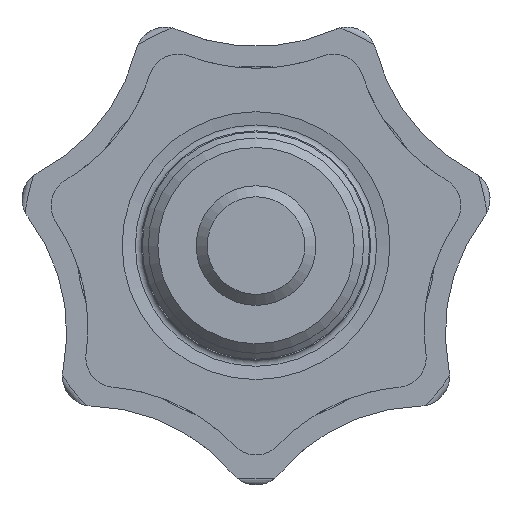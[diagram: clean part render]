
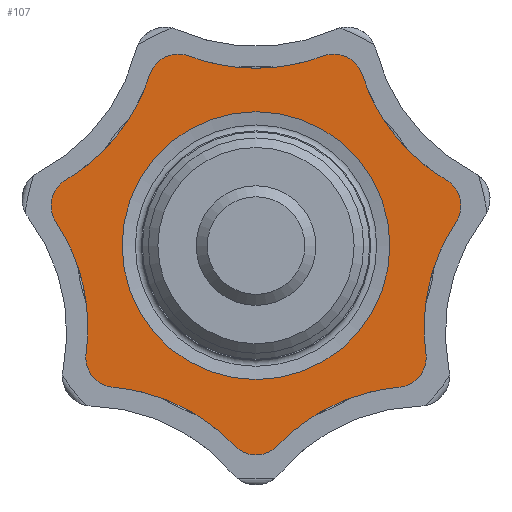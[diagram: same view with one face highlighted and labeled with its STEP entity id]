
A CAD part, front view. The second image highlights one B-rep face of the part: STEP entity #107.
In plain terms, the highlighted planar face has unit normal (0, -1, 0).
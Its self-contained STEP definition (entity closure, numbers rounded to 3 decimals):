
#107 = ADVANCED_FACE( '', ( #253, #254 ), #255, .F. );
#253 = FACE_OUTER_BOUND( '', #445, .T. );
#254 = FACE_BOUND( '', #446, .T. );
#255 = PLANE( '', #447 );
#445 = EDGE_LOOP( '', ( #741, #742, #743, #744, #745, #746, #747, #748, #749, #750, #751, #752, #753, #754 ) );
#446 = EDGE_LOOP( '', ( #755 ) );
#447 = AXIS2_PLACEMENT_3D( '', #756, #757, #758 );
#741 = ORIENTED_EDGE( '', *, *, #1222, .T. );
#742 = ORIENTED_EDGE( '', *, *, #1223, .F. );
#743 = ORIENTED_EDGE( '', *, *, #1224, .T. );
#744 = ORIENTED_EDGE( '', *, *, #1225, .F. );
#745 = ORIENTED_EDGE( '', *, *, #1129, .T. );
#746 = ORIENTED_EDGE( '', *, *, #1215, .F. );
#747 = ORIENTED_EDGE( '', *, *, #1226, .T. );
#748 = ORIENTED_EDGE( '', *, *, #1227, .F. );
#749 = ORIENTED_EDGE( '', *, *, #1161, .T. );
#750 = ORIENTED_EDGE( '', *, *, #1228, .F. );
#751 = ORIENTED_EDGE( '', *, *, #1229, .T. );
#752 = ORIENTED_EDGE( '', *, *, #1143, .F. );
#753 = ORIENTED_EDGE( '', *, *, #1230, .T. );
#754 = ORIENTED_EDGE( '', *, *, #1148, .F. );
#755 = ORIENTED_EDGE( '', *, *, #1231, .F. );
#756 = CARTESIAN_POINT( '', ( -20.893, 21.4, -8.107 ) );
#757 = DIRECTION( '', ( 0., 1., 0. ) );
#758 = DIRECTION( '', ( 0., 0., 1. ) );
#1129 = EDGE_CURVE( '', #1345, #1343, #1346, .T. );
#1143 = EDGE_CURVE( '', #1368, #1363, #1370, .T. );
#1148 = EDGE_CURVE( '', #1377, #1372, #1379, .T. );
#1161 = EDGE_CURVE( '', #1402, #1399, #1403, .T. );
#1215 = EDGE_CURVE( '', #1495, #1343, #1497, .T. );
#1222 = EDGE_CURVE( '', #1377, #1506, #1507, .T. );
#1223 = EDGE_CURVE( '', #1508, #1506, #1509, .T. );
#1224 = EDGE_CURVE( '', #1508, #1510, #1511, .T. );
#1225 = EDGE_CURVE( '', #1345, #1510, #1512, .T. );
#1226 = EDGE_CURVE( '', #1495, #1513, #1514, .T. );
#1227 = EDGE_CURVE( '', #1402, #1513, #1515, .T. );
#1228 = EDGE_CURVE( '', #1516, #1399, #1517, .T. );
#1229 = EDGE_CURVE( '', #1516, #1363, #1518, .T. );
#1230 = EDGE_CURVE( '', #1368, #1372, #1519, .T. );
#1231 = EDGE_CURVE( '', #1520, #1520, #1521, .F. );
#1343 = VERTEX_POINT( '', #1671 );
#1345 = VERTEX_POINT( '', #1674 );
#1346 = CIRCLE( '', #1675, 16. );
#1363 = VERTEX_POINT( '', #1718 );
#1368 = VERTEX_POINT( '', #1724 );
#1370 = CIRCLE( '', #1727, 2.5 );
#1372 = VERTEX_POINT( '', #1729 );
#1377 = VERTEX_POINT( '', #1735 );
#1379 = CIRCLE( '', #1738, 2.5 );
#1399 = VERTEX_POINT( '', #1816 );
#1402 = VERTEX_POINT( '', #1820 );
#1403 = CIRCLE( '', #1821, 16. );
#1495 = VERTEX_POINT( '', #1923 );
#1497 = CIRCLE( '', #1926, 2.5 );
#1506 = VERTEX_POINT( '', #1951 );
#1507 = CIRCLE( '', #1952, 16. );
#1508 = VERTEX_POINT( '', #1953 );
#1509 = CIRCLE( '', #1954, 2.5 );
#1510 = VERTEX_POINT( '', #1955 );
#1511 = CIRCLE( '', #1956, 16. );
#1512 = CIRCLE( '', #1957, 2.5 );
#1513 = VERTEX_POINT( '', #1958 );
#1514 = CIRCLE( '', #1959, 16. );
#1515 = CIRCLE( '', #1960, 2.5 );
#1516 = VERTEX_POINT( '', #1961 );
#1517 = CIRCLE( '', #1962, 2.5 );
#1518 = CIRCLE( '', #1963, 16. );
#1519 = CIRCLE( '', #1964, 16. );
#1520 = VERTEX_POINT( '', #1965 );
#1521 = CIRCLE( '', #1966, 11.193 );
#1671 = CARTESIAN_POINT( '', ( 11.95, 21.4, -11.842 ) );
#1674 = CARTESIAN_POINT( '', ( 1.808, 21.4, -16.727 ) );
#1675 = AXIS2_PLACEMENT_3D( '', #2510, #2511, #2512 );
#1718 = CARTESIAN_POINT( '', ( -5.629, 21.4, 15.855 ) );
#1724 = CARTESIAN_POINT( '', ( -8.886, 21.4, 14.286 ) );
#1727 = AXIS2_PLACEMENT_3D( '', #2528, #2529, #2530 );
#1729 = CARTESIAN_POINT( '', ( -15.905, 21.4, 5.485 ) );
#1735 = CARTESIAN_POINT( '', ( -16.71, 21.4, 1.96 ) );
#1738 = AXIS2_PLACEMENT_3D( '', #2536, #2537, #2538 );
#1816 = CARTESIAN_POINT( '', ( 8.886, 21.4, 14.286 ) );
#1820 = CARTESIAN_POINT( '', ( 15.905, 21.4, 5.485 ) );
#1821 = AXIS2_PLACEMENT_3D( '', #2550, #2551, #2552 );
#1923 = CARTESIAN_POINT( '', ( 14.205, 21.4, -9.016 ) );
#1926 = AXIS2_PLACEMENT_3D( '', #2699, #2700, #2701 );
#1951 = CARTESIAN_POINT( '', ( -14.205, 21.4, -9.016 ) );
#1952 = AXIS2_PLACEMENT_3D( '', #2705, #2706, #2707 );
#1953 = CARTESIAN_POINT( '', ( -11.95, 21.4, -11.842 ) );
#1954 = AXIS2_PLACEMENT_3D( '', #2708, #2709, #2710 );
#1955 = CARTESIAN_POINT( '', ( -1.808, 21.4, -16.727 ) );
#1956 = AXIS2_PLACEMENT_3D( '', #2711, #2712, #2713 );
#1957 = AXIS2_PLACEMENT_3D( '', #2714, #2715, #2716 );
#1958 = CARTESIAN_POINT( '', ( 16.71, 21.4, 1.96 ) );
#1959 = AXIS2_PLACEMENT_3D( '', #2717, #2718, #2719 );
#1960 = AXIS2_PLACEMENT_3D( '', #2720, #2721, #2722 );
#1961 = CARTESIAN_POINT( '', ( 5.629, 21.4, 15.855 ) );
#1962 = AXIS2_PLACEMENT_3D( '', #2723, #2724, #2725 );
#1963 = AXIS2_PLACEMENT_3D( '', #2726, #2727, #2728 );
#1964 = AXIS2_PLACEMENT_3D( '', #2729, #2730, #2731 );
#1965 = CARTESIAN_POINT( '', ( 0., 21.4, 11.193 ) );
#1966 = AXIS2_PLACEMENT_3D( '', #2732, #2733, #2734 );
#2510 = CARTESIAN_POINT( '', ( 13.377, 21.4, -27.779 ) );
#2511 = DIRECTION( '', ( 0., 1., 0. ) );
#2512 = DIRECTION( '', ( 1., 0., 0. ) );
#2528 = CARTESIAN_POINT( '', ( -6.508, 21.4, 13.515 ) );
#2529 = DIRECTION( '', ( 0., 1., 0. ) );
#2530 = DIRECTION( '', ( 1., 0., 0. ) );
#2536 = CARTESIAN_POINT( '', ( -14.624, 21.4, 3.338 ) );
#2537 = DIRECTION( '', ( 0., 1., 0. ) );
#2538 = DIRECTION( '', ( 1., 0., 0. ) );
#2550 = CARTESIAN_POINT( '', ( 24.105, 21.4, 19.223 ) );
#2551 = DIRECTION( '', ( 0., 1., 0. ) );
#2552 = DIRECTION( '', ( 1., 0., 0. ) );
#2699 = CARTESIAN_POINT( '', ( 11.727, 21.4, -9.352 ) );
#2700 = DIRECTION( '', ( 0., 1., 0. ) );
#2701 = DIRECTION( '', ( 1., 0., 0. ) );
#2705 = CARTESIAN_POINT( '', ( -30.059, 21.4, -6.861 ) );
#2706 = DIRECTION( '', ( 0., 1., 0. ) );
#2707 = DIRECTION( '', ( 1., 0., 0. ) );
#2708 = CARTESIAN_POINT( '', ( -11.727, 21.4, -9.352 ) );
#2709 = DIRECTION( '', ( 0., 1., 0. ) );
#2710 = DIRECTION( '', ( 1., 0., 0. ) );
#2711 = CARTESIAN_POINT( '', ( -13.377, 21.4, -27.779 ) );
#2712 = DIRECTION( '', ( 0., 1., 0. ) );
#2713 = DIRECTION( '', ( 1., 0., 0. ) );
#2714 = CARTESIAN_POINT( '', ( 0., 21.4, -15. ) );
#2715 = DIRECTION( '', ( 0., 1., 0. ) );
#2716 = DIRECTION( '', ( 1., 0., 0. ) );
#2717 = CARTESIAN_POINT( '', ( 30.059, 21.4, -6.861 ) );
#2718 = DIRECTION( '', ( 0., 1., 0. ) );
#2719 = DIRECTION( '', ( 1., 0., 0. ) );
#2720 = CARTESIAN_POINT( '', ( 14.624, 21.4, 3.338 ) );
#2721 = DIRECTION( '', ( 0., 1., 0. ) );
#2722 = DIRECTION( '', ( 1., 0., 0. ) );
#2723 = CARTESIAN_POINT( '', ( 6.508, 21.4, 13.515 ) );
#2724 = DIRECTION( '', ( 0., 1., 0. ) );
#2725 = DIRECTION( '', ( 1., 0., 0. ) );
#2726 = CARTESIAN_POINT( '', ( 0., 21.4, 30.832 ) );
#2727 = DIRECTION( '', ( 0., 1., 0. ) );
#2728 = DIRECTION( '', ( 1., 0., 0. ) );
#2729 = CARTESIAN_POINT( '', ( -24.105, 21.4, 19.223 ) );
#2730 = DIRECTION( '', ( 0., 1., 0. ) );
#2731 = DIRECTION( '', ( 1., 0., 0. ) );
#2732 = CARTESIAN_POINT( '', ( 0., 21.4, 0. ) );
#2733 = DIRECTION( '', ( 0., 1., 0. ) );
#2734 = DIRECTION( '', ( 0., 0., 1. ) );
